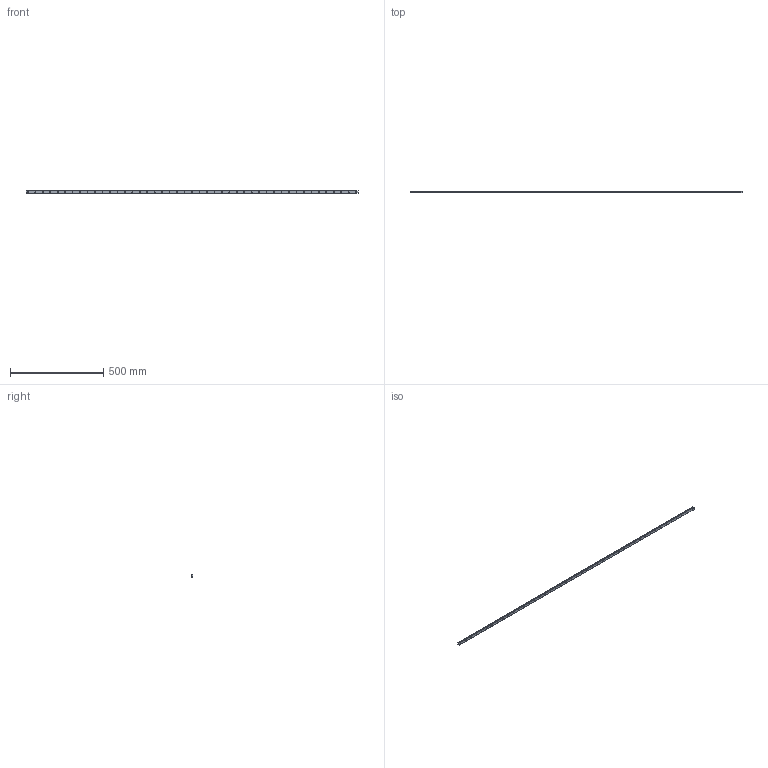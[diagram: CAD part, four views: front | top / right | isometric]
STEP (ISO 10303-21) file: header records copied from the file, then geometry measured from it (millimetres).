
FILE_DESCRIPTION (( 'STEP AP214' ), '1' );
FILE_NAME ('SRS15MSS-1780LTM_G10_0_0_0_0_0_1.STEP', '2021-08-11T11:59:31', ( '' ), ( '' ), 'SwSTEP 2.0', 'SolidWorks 2021', '' );
FILE_SCHEMA (( 'AUTOMOTIVE_DESIGN' ));
Length unit declared in the file: millimetre
Products named in the file (2): SRS15MSS-1780LTM_G10_0_0_0_0_0_1; _SRS15M178010 Track
Assembly tree (1 placements, depth 2):
  SRS15MSS-1780LTM_G10_0_0_0_0_0_1
    _SRS15M178010 Track
Bounding box: 1780 x 9.5 x 15 mm (x, y, z)
Volume: 215632.5 mm3; surface area: 91299.6 mm2
Topology: 1 solids, 1 shells, 257 faces, 630 edges, 420 vertices
Faces by surface type: cylinder 187, plane 70
Entity records: 8024 total; most frequent: DIRECTION 1526, CARTESIAN_POINT 1311, ORIENTED_EDGE 1260, AXIS2_PLACEMENT_3D 635, EDGE_CURVE 630, VERTEX_POINT 420, EDGE_LOOP 392, CIRCLE 374
